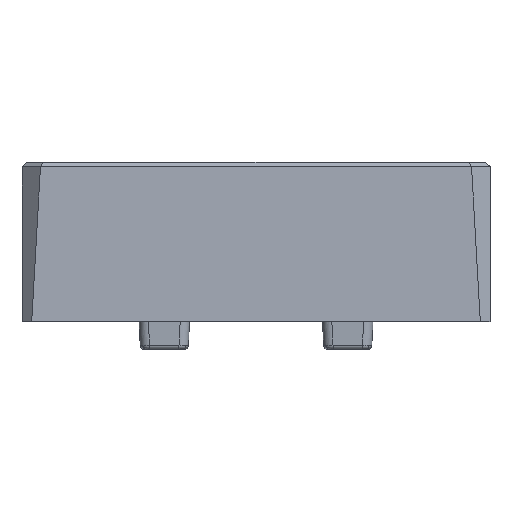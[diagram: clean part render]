
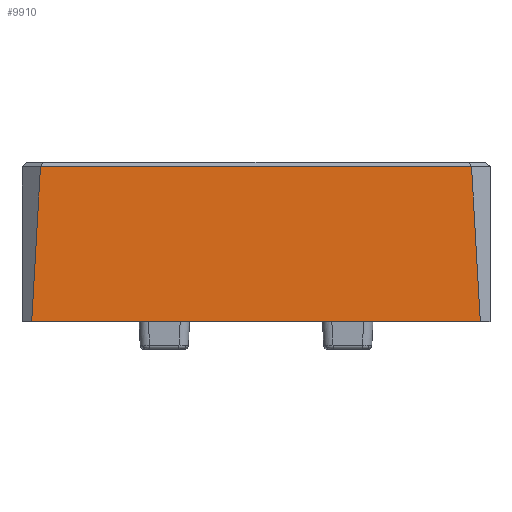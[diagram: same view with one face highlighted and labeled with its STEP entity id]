
A CAD part, top view. The second image highlights one B-rep face of the part: STEP entity #9910.
In plain terms, the highlighted planar face has unit normal (0, 0.018, 1).
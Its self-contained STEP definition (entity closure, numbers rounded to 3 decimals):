
#94 = CARTESIAN_POINT ( 'NONE',  ( -12.5, 8.25, 7.754 ) ) ;
#1203 = DIRECTION ( 'NONE',  ( 1., 0., 0. ) ) ;
#1314 = CARTESIAN_POINT ( 'NONE',  ( -11.5, 8.5, 7.75 ) ) ;
#2566 = CARTESIAN_POINT ( 'NONE',  ( -11.514, 8.25, 7.754 ) ) ;
#2613 = ORIENTED_EDGE ( 'NONE', *, *, #11711, .T. ) ;
#2637 = FACE_OUTER_BOUND ( 'NONE', #15575, .T. ) ;
#3223 = DIRECTION ( 'NONE',  ( -0.057, 0.998, -0.017 ) ) ;
#3695 = VERTEX_POINT ( 'NONE', #4532 ) ;
#3920 = CARTESIAN_POINT ( 'NONE',  ( 0., 0., 7.898 ) ) ;
#4532 = CARTESIAN_POINT ( 'NONE',  ( -11.982, 0., 7.898 ) ) ;
#5807 = EDGE_CURVE ( 'NONE', #13981, #15891, #14851, .T. ) ;
#6261 = LINE ( 'NONE', #1314, #13793 ) ;
#6906 = LINE ( 'NONE', #3920, #16210 ) ;
#7253 = ORIENTED_EDGE ( 'NONE', *, *, #5807, .T. ) ;
#8345 = CARTESIAN_POINT ( 'NONE',  ( -12.5, 8.5, 7.75 ) ) ;
#8572 = LINE ( 'NONE', #14776, #11145 ) ;
#8583 = ORIENTED_EDGE ( 'NONE', *, *, #9070, .T. ) ;
#9070 = EDGE_CURVE ( 'NONE', #15891, #3695, #6261, .T. ) ;
#9739 = DIRECTION ( 'NONE',  ( 0., -1., 0.017 ) ) ;
#9910 = ADVANCED_FACE ( 'NONE', ( #2637 ), #14672, .T. ) ;
#9967 = ORIENTED_EDGE ( 'NONE', *, *, #14798, .T. ) ;
#10376 = DIRECTION ( 'NONE',  ( -0.057, -0.998, 0.017 ) ) ;
#11145 = VECTOR ( 'NONE', #3223, 1000. ) ;
#11691 = DIRECTION ( 'NONE',  ( -1., 0., 0. ) ) ;
#11711 = EDGE_CURVE ( 'NONE', #3695, #11760, #6906, .T. ) ;
#11760 = VERTEX_POINT ( 'NONE', #12867 ) ;
#11901 = AXIS2_PLACEMENT_3D ( 'NONE', #8345, #16113, #9739 ) ;
#12867 = CARTESIAN_POINT ( 'NONE',  ( 11.982, 0., 7.898 ) ) ;
#13793 = VECTOR ( 'NONE', #10376, 1000. ) ;
#13981 = VERTEX_POINT ( 'NONE', #15747 ) ;
#14672 = PLANE ( 'NONE',  #11901 ) ;
#14776 = CARTESIAN_POINT ( 'NONE',  ( 11.502, 8.461, 7.751 ) ) ;
#14798 = EDGE_CURVE ( 'NONE', #11760, #13981, #8572, .T. ) ;
#14851 = LINE ( 'NONE', #94, #15069 ) ;
#15069 = VECTOR ( 'NONE', #11691, 1000. ) ;
#15575 = EDGE_LOOP ( 'NONE', ( #9967, #7253, #8583, #2613 ) ) ;
#15747 = CARTESIAN_POINT ( 'NONE',  ( 11.514, 8.25, 7.754 ) ) ;
#15891 = VERTEX_POINT ( 'NONE', #2566 ) ;
#16113 = DIRECTION ( 'NONE',  ( 0., 0.017, 1. ) ) ;
#16210 = VECTOR ( 'NONE', #1203, 1000. ) ;
